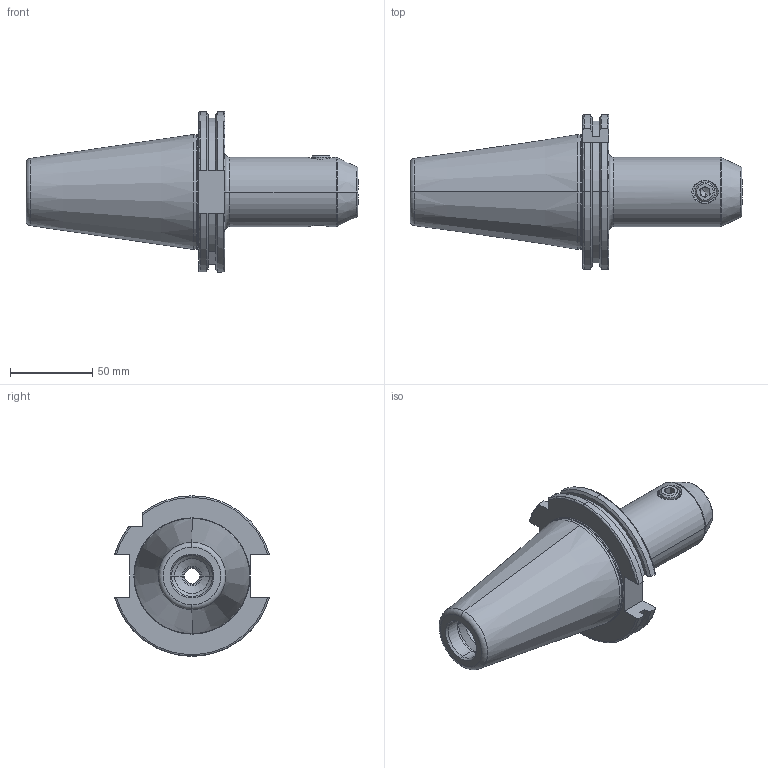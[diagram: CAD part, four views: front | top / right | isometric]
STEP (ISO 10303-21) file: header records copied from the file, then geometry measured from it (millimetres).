
FILE_DESCRIPTION (( 'STEP AP203' ), '1' );
FILE_NAME ('91506-WE112100.STEP', '2022-03-25T09:34:31', ( '' ), ( '' ), 'SwSTEP 2.0', 'SolidWorks 2018', '' );
FILE_SCHEMA (( 'CONFIG_CONTROL_DESIGN' ));
Length unit declared in the file: millimetre
Products named in the file (4): SK50EM12100WW; GS-M12X16-DIN1835-B; 91506-WE112100
Assembly tree (3 placements, depth 3):
  91506-WE112100
    SK50EM12100WW
      SK50EM12100WW
      GS-M12X16-DIN1835-B
Bounding box: 201.75 x 94.05 x 97.5 mm (x, y, z)
Volume: 431674 mm3; surface area: 56661.8 mm2
Topology: 2 solids, 2 shells, 139 faces, 329 edges, 201 vertices
Faces by surface type: cylinder 41, plane 39, cone 35, torus 22, sphere 2
Entity records: 4731 total; most frequent: CARTESIAN_POINT 1065, DIRECTION 739, ORIENTED_EDGE 650, EDGE_CURVE 325, AXIS2_PLACEMENT_3D 301, VERTEX_POINT 201, CIRCLE 155, EDGE_LOOP 154
